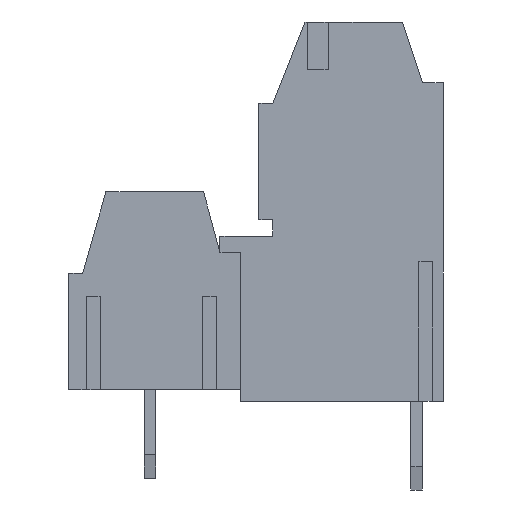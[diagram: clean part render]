
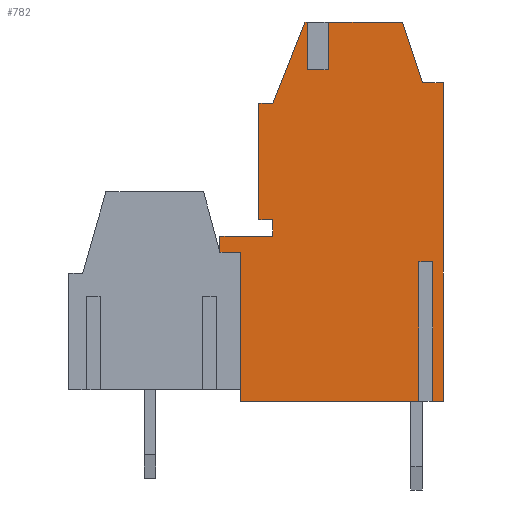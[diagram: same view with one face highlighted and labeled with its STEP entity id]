
A CAD part, left-side view. The second image highlights one B-rep face of the part: STEP entity #782.
In plain terms, the highlighted planar face has unit normal (-1, 0, 0).
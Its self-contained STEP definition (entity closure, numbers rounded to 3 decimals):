
#782 = ADVANCED_FACE( '', ( #1675 ), #1676, .T. );
#1675 = FACE_OUTER_BOUND( '', #2922, .T. );
#1676 = PLANE( '', #2923 );
#2922 = EDGE_LOOP( '', ( #4771, #4772, #4773, #4774, #4775, #4776, #4777, #4778, #4779, #4780, #4781, #4782, #4783, #4784, #4785, #4786, #4787, #4788, #4789, #4790, #4791, #4792 ) );
#2923 = AXIS2_PLACEMENT_3D( '', #4793, #4794, #4795 );
#4771 = ORIENTED_EDGE( '', *, *, #7458, .T. );
#4772 = ORIENTED_EDGE( '', *, *, #6932, .F. );
#4773 = ORIENTED_EDGE( '', *, *, #7459, .T. );
#4774 = ORIENTED_EDGE( '', *, *, #7460, .T. );
#4775 = ORIENTED_EDGE( '', *, *, #7461, .T. );
#4776 = ORIENTED_EDGE( '', *, *, #7462, .T. );
#4777 = ORIENTED_EDGE( '', *, *, #7463, .T. );
#4778 = ORIENTED_EDGE( '', *, *, #7022, .T. );
#4779 = ORIENTED_EDGE( '', *, *, #7464, .T. );
#4780 = ORIENTED_EDGE( '', *, *, #7465, .F. );
#4781 = ORIENTED_EDGE( '', *, *, #7466, .T. );
#4782 = ORIENTED_EDGE( '', *, *, #7467, .T. );
#4783 = ORIENTED_EDGE( '', *, *, #7468, .T. );
#4784 = ORIENTED_EDGE( '', *, *, #7469, .T. );
#4785 = ORIENTED_EDGE( '', *, *, #7470, .T. );
#4786 = ORIENTED_EDGE( '', *, *, #7471, .T. );
#4787 = ORIENTED_EDGE( '', *, *, #7472, .T. );
#4788 = ORIENTED_EDGE( '', *, *, #7473, .T. );
#4789 = ORIENTED_EDGE( '', *, *, #7474, .T. );
#4790 = ORIENTED_EDGE( '', *, *, #7475, .T. );
#4791 = ORIENTED_EDGE( '', *, *, #7476, .T. );
#4792 = ORIENTED_EDGE( '', *, *, #7205, .T. );
#4793 = CARTESIAN_POINT( '', ( -3.81, 0., 0. ) );
#4794 = DIRECTION( '', ( -1., 0., 0. ) );
#4795 = DIRECTION( '', ( 0., 0., 1. ) );
#6932 = EDGE_CURVE( '', #8154, #8150, #8156, .T. );
#7022 = EDGE_CURVE( '', #8313, #8314, #8315, .T. );
#7205 = EDGE_CURVE( '', #8630, #8628, #8631, .T. );
#7458 = EDGE_CURVE( '', #8628, #8150, #9036, .T. );
#7459 = EDGE_CURVE( '', #8154, #9037, #9038, .T. );
#7460 = EDGE_CURVE( '', #9037, #9039, #9040, .T. );
#7461 = EDGE_CURVE( '', #9039, #9041, #9042, .T. );
#7462 = EDGE_CURVE( '', #9041, #9043, #9044, .T. );
#7463 = EDGE_CURVE( '', #9043, #8313, #9045, .T. );
#7464 = EDGE_CURVE( '', #8314, #9046, #9047, .T. );
#7465 = EDGE_CURVE( '', #9048, #9046, #9049, .T. );
#7466 = EDGE_CURVE( '', #9048, #9050, #9051, .T. );
#7467 = EDGE_CURVE( '', #9050, #9052, #9053, .T. );
#7468 = EDGE_CURVE( '', #9052, #9054, #9055, .T. );
#7469 = EDGE_CURVE( '', #9054, #9056, #9057, .T. );
#7470 = EDGE_CURVE( '', #9056, #9058, #9059, .T. );
#7471 = EDGE_CURVE( '', #9058, #9060, #9061, .T. );
#7472 = EDGE_CURVE( '', #9060, #9062, #9063, .T. );
#7473 = EDGE_CURVE( '', #9062, #9064, #9065, .T. );
#7474 = EDGE_CURVE( '', #9064, #9066, #9067, .T. );
#7475 = EDGE_CURVE( '', #9066, #9068, #9069, .T. );
#7476 = EDGE_CURVE( '', #9068, #8630, #9070, .T. );
#8150 = VERTEX_POINT( '', #9930 );
#8154 = VERTEX_POINT( '', #9936 );
#8156 = LINE( '', #9939, #9940 );
#8313 = VERTEX_POINT( '', #10149 );
#8314 = VERTEX_POINT( '', #10150 );
#8315 = LINE( '', #10151, #10152 );
#8628 = VERTEX_POINT( '', #10587 );
#8630 = VERTEX_POINT( '', #10590 );
#8631 = LINE( '', #10591, #10592 );
#9036 = LINE( '', #11158, #11159 );
#9037 = VERTEX_POINT( '', #11160 );
#9038 = LINE( '', #11161, #11162 );
#9039 = VERTEX_POINT( '', #11163 );
#9040 = LINE( '', #11164, #11165 );
#9041 = VERTEX_POINT( '', #11166 );
#9042 = LINE( '', #11167, #11168 );
#9043 = VERTEX_POINT( '', #11169 );
#9044 = LINE( '', #11170, #11171 );
#9045 = LINE( '', #11172, #11173 );
#9046 = VERTEX_POINT( '', #11174 );
#9047 = LINE( '', #11175, #11176 );
#9048 = VERTEX_POINT( '', #11177 );
#9049 = LINE( '', #11178, #11179 );
#9050 = VERTEX_POINT( '', #11180 );
#9051 = LINE( '', #11181, #11182 );
#9052 = VERTEX_POINT( '', #11183 );
#9053 = LINE( '', #11184, #11185 );
#9054 = VERTEX_POINT( '', #11186 );
#9055 = LINE( '', #11187, #11188 );
#9056 = VERTEX_POINT( '', #11189 );
#9057 = LINE( '', #11190, #11191 );
#9058 = VERTEX_POINT( '', #11192 );
#9059 = LINE( '', #11193, #11194 );
#9060 = VERTEX_POINT( '', #11195 );
#9061 = LINE( '', #11196, #11197 );
#9062 = VERTEX_POINT( '', #11198 );
#9063 = LINE( '', #11199, #11200 );
#9064 = VERTEX_POINT( '', #11201 );
#9065 = LINE( '', #11202, #11203 );
#9066 = VERTEX_POINT( '', #11204 );
#9067 = LINE( '', #11205, #11206 );
#9068 = VERTEX_POINT( '', #11207 );
#9069 = LINE( '', #11208, #11209 );
#9070 = LINE( '', #11210, #11211 );
#9930 = CARTESIAN_POINT( '', ( -3.81, -3.659, -9.96 ) );
#9936 = CARTESIAN_POINT( '', ( -3.81, -3.659, -3.96 ) );
#9939 = CARTESIAN_POINT( '', ( -3.81, -3.659, -3.96 ) );
#9940 = VECTOR( '', #12401, 1000. );
#10149 = CARTESIAN_POINT( '', ( -3.81, -3.809, 3.74 ) );
#10150 = CARTESIAN_POINT( '', ( -3.81, -2.959, 6.34 ) );
#10151 = CARTESIAN_POINT( '', ( -3.81, -3.809, 3.74 ) );
#10152 = VECTOR( '', #12511, 1000. );
#10587 = CARTESIAN_POINT( '', ( -3.81, 3.991, -9.96 ) );
#10590 = CARTESIAN_POINT( '', ( -3.81, 3.991, -7.66 ) );
#10591 = CARTESIAN_POINT( '', ( -3.81, 3.991, -7.66 ) );
#10592 = VECTOR( '', #12713, 1000. );
#11158 = CARTESIAN_POINT( '', ( -3.81, 3.991, -9.96 ) );
#11159 = VECTOR( '', #12995, 1000. );
#11160 = CARTESIAN_POINT( '', ( -3.81, -4.259, -3.96 ) );
#11161 = CARTESIAN_POINT( '', ( -3.81, -3.659, -3.96 ) );
#11162 = VECTOR( '', #12996, 1000. );
#11163 = CARTESIAN_POINT( '', ( -3.81, -4.259, -9.96 ) );
#11164 = CARTESIAN_POINT( '', ( -3.81, -4.259, -3.96 ) );
#11165 = VECTOR( '', #12997, 1000. );
#11166 = CARTESIAN_POINT( '', ( -3.81, -4.709, -9.96 ) );
#11167 = CARTESIAN_POINT( '', ( -3.81, 3.991, -9.96 ) );
#11168 = VECTOR( '', #12998, 1000. );
#11169 = CARTESIAN_POINT( '', ( -3.81, -4.709, 3.74 ) );
#11170 = CARTESIAN_POINT( '', ( -3.81, -4.709, -9.96 ) );
#11171 = VECTOR( '', #12999, 1000. );
#11172 = CARTESIAN_POINT( '', ( -3.81, -4.709, 3.74 ) );
#11173 = VECTOR( '', #13000, 1000. );
#11174 = CARTESIAN_POINT( '', ( -3.81, 0.391, 6.34 ) );
#11175 = CARTESIAN_POINT( '', ( -3.81, -2.959, 6.34 ) );
#11176 = VECTOR( '', #13001, 1000. );
#11177 = CARTESIAN_POINT( '', ( -3.81, 0.391, 4.29 ) );
#11178 = CARTESIAN_POINT( '', ( -3.81, 0.391, 4.29 ) );
#11179 = VECTOR( '', #13002, 1000. );
#11180 = CARTESIAN_POINT( '', ( -3.81, 0.991, 4.29 ) );
#11181 = CARTESIAN_POINT( '', ( -3.81, 0.391, 4.29 ) );
#11182 = VECTOR( '', #13003, 1000. );
#11183 = CARTESIAN_POINT( '', ( -3.81, 0.991, 6.34 ) );
#11184 = CARTESIAN_POINT( '', ( -3.81, 0.991, 4.29 ) );
#11185 = VECTOR( '', #13004, 1000. );
#11186 = CARTESIAN_POINT( '', ( -3.81, 1.241, 6.34 ) );
#11187 = CARTESIAN_POINT( '', ( -3.81, -2.959, 6.34 ) );
#11188 = VECTOR( '', #13005, 1000. );
#11189 = CARTESIAN_POINT( '', ( -3.81, 2.619, 2.84 ) );
#11190 = CARTESIAN_POINT( '', ( -3.81, 1.241, 6.34 ) );
#11191 = VECTOR( '', #13006, 1000. );
#11192 = CARTESIAN_POINT( '', ( -3.81, 3.219, 2.84 ) );
#11193 = CARTESIAN_POINT( '', ( -3.81, 2.619, 2.84 ) );
#11194 = VECTOR( '', #13007, 1000. );
#11195 = CARTESIAN_POINT( '', ( -3.81, 3.219, -2.16 ) );
#11196 = CARTESIAN_POINT( '', ( -3.81, 3.219, 2.84 ) );
#11197 = VECTOR( '', #13008, 1000. );
#11198 = CARTESIAN_POINT( '', ( -3.81, 2.619, -2.16 ) );
#11199 = CARTESIAN_POINT( '', ( -3.81, 3.219, -2.16 ) );
#11200 = VECTOR( '', #13009, 1000. );
#11201 = CARTESIAN_POINT( '', ( -3.81, 2.619, -2.86 ) );
#11202 = CARTESIAN_POINT( '', ( -3.81, 2.619, -2.16 ) );
#11203 = VECTOR( '', #13010, 1000. );
#11204 = CARTESIAN_POINT( '', ( -3.81, 4.891, -2.86 ) );
#11205 = CARTESIAN_POINT( '', ( -3.81, 2.619, -2.86 ) );
#11206 = VECTOR( '', #13011, 1000. );
#11207 = CARTESIAN_POINT( '', ( -3.81, 4.891, -7.66 ) );
#11208 = CARTESIAN_POINT( '', ( -3.81, 4.891, -2.86 ) );
#11209 = VECTOR( '', #13012, 1000. );
#11210 = CARTESIAN_POINT( '', ( -3.81, 4.891, -7.66 ) );
#11211 = VECTOR( '', #13013, 1000. );
#12401 = DIRECTION( '', ( 0., 0., -1. ) );
#12511 = DIRECTION( '', ( 0., 0.311, 0.95 ) );
#12713 = DIRECTION( '', ( 0., 0., -1. ) );
#12995 = DIRECTION( '', ( 0., -1., 0. ) );
#12996 = DIRECTION( '', ( 0., -1., 0. ) );
#12997 = DIRECTION( '', ( 0., 0., -1. ) );
#12998 = DIRECTION( '', ( 0., -1., 0. ) );
#12999 = DIRECTION( '', ( 0., 0., 1. ) );
#13000 = DIRECTION( '', ( 0., 1., 0. ) );
#13001 = DIRECTION( '', ( 0., 1., 0. ) );
#13002 = DIRECTION( '', ( 0., 0., 1. ) );
#13003 = DIRECTION( '', ( 0., 1., 0. ) );
#13004 = DIRECTION( '', ( 0., 0., 1. ) );
#13005 = DIRECTION( '', ( 0., 1., 0. ) );
#13006 = DIRECTION( '', ( 0., 0.366, -0.93 ) );
#13007 = DIRECTION( '', ( 0., 1., 0. ) );
#13008 = DIRECTION( '', ( 0., 0., -1. ) );
#13009 = DIRECTION( '', ( 0., -1., 0. ) );
#13010 = DIRECTION( '', ( 0., 0., -1. ) );
#13011 = DIRECTION( '', ( 0., 1., 0. ) );
#13012 = DIRECTION( '', ( 0., 0., -1. ) );
#13013 = DIRECTION( '', ( 0., -1., 0. ) );
